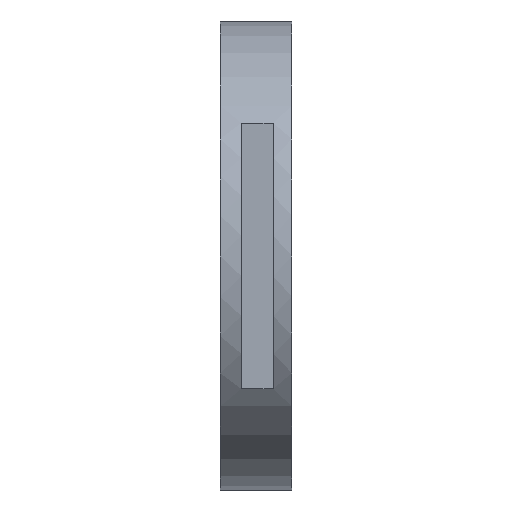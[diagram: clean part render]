
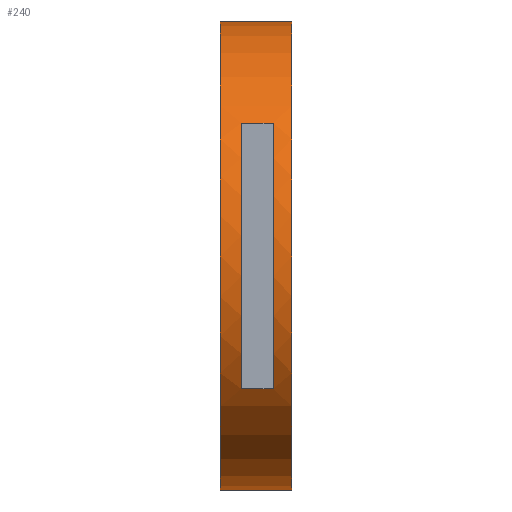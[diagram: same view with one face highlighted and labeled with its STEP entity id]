
A CAD part, front view. The second image highlights one B-rep face of the part: STEP entity #240.
In plain terms, the highlighted cylindrical face has radius 44 mm (diameter 88 mm), a partial arc.
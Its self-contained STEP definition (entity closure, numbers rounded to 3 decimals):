
#31 = FACE_BOUND ( 'NONE', #535, .T. ) ;
#32 = VERTEX_POINT ( 'NONE', #595 ) ;
#61 = EDGE_CURVE ( 'NONE', #265, #706, #916, .T. ) ;
#152 = CARTESIAN_POINT ( 'NONE',  ( 2., 0., 44. ) ) ;
#163 = AXIS2_PLACEMENT_3D ( 'NONE', #171, #485, #813 ) ;
#166 = VERTEX_POINT ( 'NONE', #931 ) ;
#170 = ORIENTED_EDGE ( 'NONE', *, *, #313, .T. ) ;
#171 = CARTESIAN_POINT ( 'NONE',  ( -7.5, 0., 0. ) ) ;
#198 = DIRECTION ( 'NONE',  ( 0., 0., -1. ) ) ;
#200 = LINE ( 'NONE', #512, #502 ) ;
#201 = CARTESIAN_POINT ( 'NONE',  ( -11.5, 0., 44. ) ) ;
#203 = DIRECTION ( 'NONE',  ( 1., 0., 0. ) ) ;
#236 = LINE ( 'NONE', #549, #392 ) ;
#240 = ADVANCED_FACE ( 'NONE', ( #751, #31 ), #344, .T. ) ;
#243 = CARTESIAN_POINT ( 'NONE',  ( -7.5, -36.208, 25. ) ) ;
#252 = CARTESIAN_POINT ( 'NONE',  ( -11.5, 0., 0. ) ) ;
#265 = VERTEX_POINT ( 'NONE', #347 ) ;
#267 = DIRECTION ( 'NONE',  ( 0., 0., -1. ) ) ;
#279 = LINE ( 'NONE', #597, #371 ) ;
#297 = ORIENTED_EDGE ( 'NONE', *, *, #774, .F. ) ;
#300 = ORIENTED_EDGE ( 'NONE', *, *, #730, .F. ) ;
#304 = EDGE_CURVE ( 'NONE', #1001, #908, #279, .T. ) ;
#313 = EDGE_CURVE ( 'NONE', #380, #892, #200, .T. ) ;
#344 = CYLINDRICAL_SURFACE ( 'NONE', #419, 44. ) ;
#347 = CARTESIAN_POINT ( 'NONE',  ( -11.5, 0., 44. ) ) ;
#348 = EDGE_CURVE ( 'NONE', #908, #32, #557, .T. ) ;
#371 = VECTOR ( 'NONE', #915, 1000. ) ;
#379 = CARTESIAN_POINT ( 'NONE',  ( -1.5, -36.208, 25. ) ) ;
#380 = VERTEX_POINT ( 'NONE', #848 ) ;
#392 = VECTOR ( 'NONE', #876, 1000. ) ;
#419 = AXIS2_PLACEMENT_3D ( 'NONE', #668, #980, #267 ) ;
#466 = ORIENTED_EDGE ( 'NONE', *, *, #61, .F. ) ;
#468 = EDGE_CURVE ( 'NONE', #706, #892, #733, .T. ) ;
#485 = DIRECTION ( 'NONE',  ( 1., 0., 0. ) ) ;
#487 = AXIS2_PLACEMENT_3D ( 'NONE', #252, #567, #890 ) ;
#491 = ORIENTED_EDGE ( 'NONE', *, *, #304, .T. ) ;
#502 = VECTOR ( 'NONE', #838, 1000. ) ;
#512 = CARTESIAN_POINT ( 'NONE',  ( -11.5, 0., -44. ) ) ;
#514 = DIRECTION ( 'NONE',  ( 1., 0., 0. ) ) ;
#516 = DIRECTION ( 'NONE',  ( 0., 0., -1. ) ) ;
#535 = EDGE_LOOP ( 'NONE', ( #300, #297, #491, #565 ) ) ;
#541 = ORIENTED_EDGE ( 'NONE', *, *, #468, .F. ) ;
#548 = EDGE_LOOP ( 'NONE', ( #466, #781, #170, #541 ) ) ;
#549 = CARTESIAN_POINT ( 'NONE',  ( -7.5, -36.208, -25. ) ) ;
#557 = CIRCLE ( 'NONE', #883, 44. ) ;
#565 = ORIENTED_EDGE ( 'NONE', *, *, #348, .T. ) ;
#567 = DIRECTION ( 'NONE',  ( 1., 0., 0. ) ) ;
#590 = CARTESIAN_POINT ( 'NONE',  ( 2., 0., -44. ) ) ;
#595 = CARTESIAN_POINT ( 'NONE',  ( -1.5, -36.208, -25. ) ) ;
#596 = CARTESIAN_POINT ( 'NONE',  ( 2., 0., 0. ) ) ;
#597 = CARTESIAN_POINT ( 'NONE',  ( -7.5, -36.208, 25. ) ) ;
#668 = CARTESIAN_POINT ( 'NONE',  ( -11.5, 0., 0. ) ) ;
#699 = CIRCLE ( 'NONE', #163, 44. ) ;
#706 = VERTEX_POINT ( 'NONE', #152 ) ;
#730 = EDGE_CURVE ( 'NONE', #166, #32, #236, .T. ) ;
#733 = CIRCLE ( 'NONE', #909, 44. ) ;
#751 = FACE_OUTER_BOUND ( 'NONE', #548, .T. ) ;
#760 = EDGE_CURVE ( 'NONE', #265, #380, #974, .T. ) ;
#774 = EDGE_CURVE ( 'NONE', #1001, #166, #699, .T. ) ;
#781 = ORIENTED_EDGE ( 'NONE', *, *, #760, .T. ) ;
#813 = DIRECTION ( 'NONE',  ( 0., 0., -1. ) ) ;
#838 = DIRECTION ( 'NONE',  ( 1., 0., 0. ) ) ;
#848 = CARTESIAN_POINT ( 'NONE',  ( -11.5, 0., -44. ) ) ;
#858 = VECTOR ( 'NONE', #514, 1000. ) ;
#876 = DIRECTION ( 'NONE',  ( 1., 0., 0. ) ) ;
#883 = AXIS2_PLACEMENT_3D ( 'NONE', #918, #203, #516 ) ;
#890 = DIRECTION ( 'NONE',  ( 0., 0., -1. ) ) ;
#892 = VERTEX_POINT ( 'NONE', #590 ) ;
#908 = VERTEX_POINT ( 'NONE', #379 ) ;
#909 = AXIS2_PLACEMENT_3D ( 'NONE', #596, #914, #198 ) ;
#914 = DIRECTION ( 'NONE',  ( 1., 0., 0. ) ) ;
#915 = DIRECTION ( 'NONE',  ( 1., 0., 0. ) ) ;
#916 = LINE ( 'NONE', #201, #858 ) ;
#918 = CARTESIAN_POINT ( 'NONE',  ( -1.5, 0., 0. ) ) ;
#931 = CARTESIAN_POINT ( 'NONE',  ( -7.5, -36.208, -25. ) ) ;
#974 = CIRCLE ( 'NONE', #487, 44. ) ;
#980 = DIRECTION ( 'NONE',  ( 1., 0., 0. ) ) ;
#1001 = VERTEX_POINT ( 'NONE', #243 ) ;
